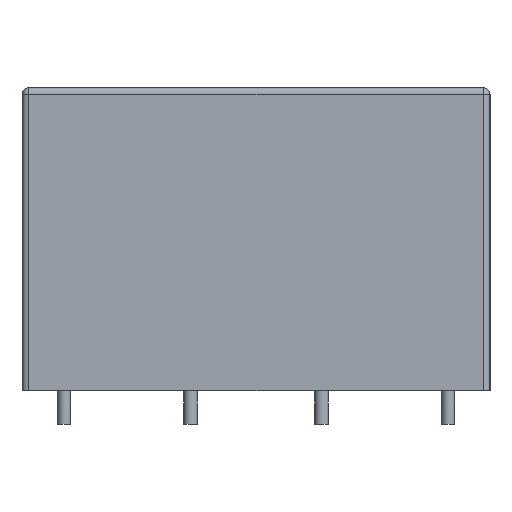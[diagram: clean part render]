
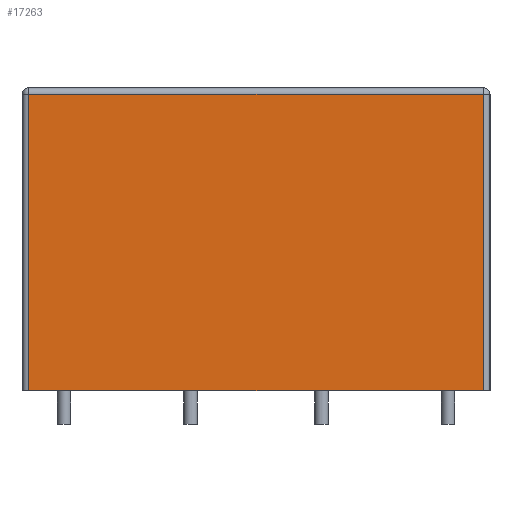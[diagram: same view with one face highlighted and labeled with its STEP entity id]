
A CAD part, left-side view. The second image highlights one B-rep face of the part: STEP entity #17263.
In plain terms, the highlighted planar face has unit normal (-1, 0, 0).
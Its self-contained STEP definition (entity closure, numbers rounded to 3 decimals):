
#2137=FACE_OUTER_BOUND('',#3178,.T.);
#3178=EDGE_LOOP('',(#15648,#15649,#15650,#15651));
#4913=LINE('',#31289,#6652);
#4916=LINE('',#31302,#6655);
#4918=LINE('',#31306,#6657);
#4922=LINE('',#31315,#6661);
#6652=VECTOR('',#20975,10.);
#6655=VECTOR('',#20990,10.);
#6657=VECTOR('',#20996,10.);
#6661=VECTOR('',#21010,10.);
#8290=VERTEX_POINT('',#31282);
#8292=VERTEX_POINT('',#31287);
#8293=VERTEX_POINT('',#31292);
#8295=VERTEX_POINT('',#31298);
#10739=EDGE_CURVE('',#8292,#8290,#4913,.T.);
#10746=EDGE_CURVE('',#8293,#8295,#4916,.T.);
#10748=EDGE_CURVE('',#8290,#8293,#4918,.T.);
#10752=EDGE_CURVE('',#8295,#8292,#4922,.T.);
#15648=ORIENTED_EDGE('',*,*,#10739,.F.);
#15649=ORIENTED_EDGE('',*,*,#10752,.F.);
#15650=ORIENTED_EDGE('',*,*,#10746,.F.);
#15651=ORIENTED_EDGE('',*,*,#10748,.F.);
#16237=PLANE('',#17946);
#17263=ADVANCED_FACE('',(#2137),#16237,.T.);
#17946=AXIS2_PLACEMENT_3D('',#31314,#21008,#21009);
#20975=DIRECTION('',(0.,0.,1.));
#20990=DIRECTION('',(0.,0.,-1.));
#20996=DIRECTION('',(0.,-1.,0.));
#21008=DIRECTION('center_axis',(-1.,0.,0.));
#21009=DIRECTION('ref_axis',(0.,-1.,0.));
#21010=DIRECTION('',(0.,1.,0.));
#31282=CARTESIAN_POINT('',(-23.45,13.5,17.6));
#31287=CARTESIAN_POINT('',(-23.45,13.5,0.));
#31289=CARTESIAN_POINT('',(-23.45,13.5,0.));
#31292=CARTESIAN_POINT('',(-23.45,-13.5,17.6));
#31298=CARTESIAN_POINT('',(-23.45,-13.5,0.));
#31302=CARTESIAN_POINT('',(-23.45,-13.5,0.));
#31306=CARTESIAN_POINT('',(-23.45,6.95,17.6));
#31314=CARTESIAN_POINT('Origin',(-23.45,13.9,0.));
#31315=CARTESIAN_POINT('',(-23.45,-13.9,0.));
